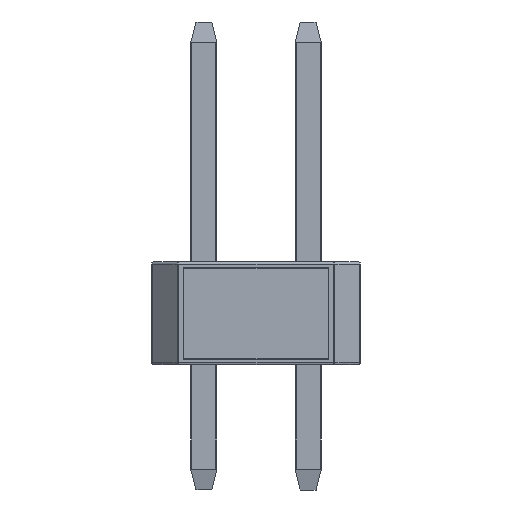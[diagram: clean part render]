
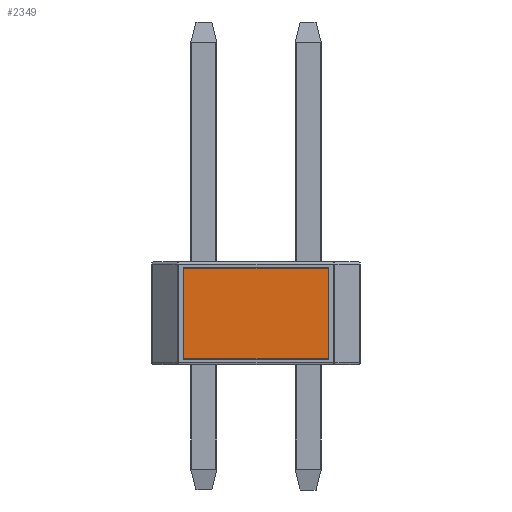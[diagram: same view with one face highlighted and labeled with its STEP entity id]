
A CAD part, left-side view. The second image highlights one B-rep face of the part: STEP entity #2349.
In plain terms, the highlighted planar face has unit normal (-1, 0, 0).
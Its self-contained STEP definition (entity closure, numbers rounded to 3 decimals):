
#398=FACE_OUTER_BOUND('',#524,.T.);
#524=EDGE_LOOP('',(#1926,#1927,#1928,#1929));
#663=LINE('',#3652,#879);
#664=LINE('',#3657,#880);
#667=LINE('',#3665,#883);
#669=LINE('',#3668,#885);
#879=VECTOR('',#2915,10.);
#880=VECTOR('',#2920,10.);
#883=VECTOR('',#2929,10.);
#885=VECTOR('',#2933,10.);
#1076=VERTEX_POINT('',#3649);
#1077=VERTEX_POINT('',#3651);
#1078=VERTEX_POINT('',#3655);
#1079=VERTEX_POINT('',#3656);
#1292=EDGE_CURVE('',#1077,#1076,#663,.T.);
#1294=EDGE_CURVE('',#1078,#1079,#664,.T.);
#1299=EDGE_CURVE('',#1076,#1078,#667,.T.);
#1301=EDGE_CURVE('',#1079,#1077,#669,.T.);
#1926=ORIENTED_EDGE('',*,*,#1299,.T.);
#1927=ORIENTED_EDGE('',*,*,#1294,.T.);
#1928=ORIENTED_EDGE('',*,*,#1301,.T.);
#1929=ORIENTED_EDGE('',*,*,#1292,.T.);
#2112=PLANE('',#2595);
#2349=ADVANCED_FACE('',(#398),#2112,.T.);
#2595=AXIS2_PLACEMENT_3D('',#3866,#3184,#3185);
#2915=DIRECTION('',(0.,1.,0.));
#2920=DIRECTION('',(0.,-1.,0.));
#2929=DIRECTION('',(0.,0.,-1.));
#2933=DIRECTION('',(0.,0.,1.));
#3184=DIRECTION('center_axis',(-1.,0.,0.));
#3185=DIRECTION('ref_axis',(0.,0.,1.));
#3649=CARTESIAN_POINT('',(-1.27,3.023,2.35));
#3651=CARTESIAN_POINT('',(-1.27,-0.488,2.35));
#3652=CARTESIAN_POINT('',(-1.27,3.023,2.35));
#3655=CARTESIAN_POINT('',(-1.27,3.023,0.15));
#3656=CARTESIAN_POINT('',(-1.27,-0.488,0.15));
#3657=CARTESIAN_POINT('',(-1.27,-0.488,0.15));
#3665=CARTESIAN_POINT('',(-1.27,3.023,0.15));
#3668=CARTESIAN_POINT('',(-1.27,-0.488,2.35));
#3866=CARTESIAN_POINT('Origin',(-1.27,1.268,1.25));
